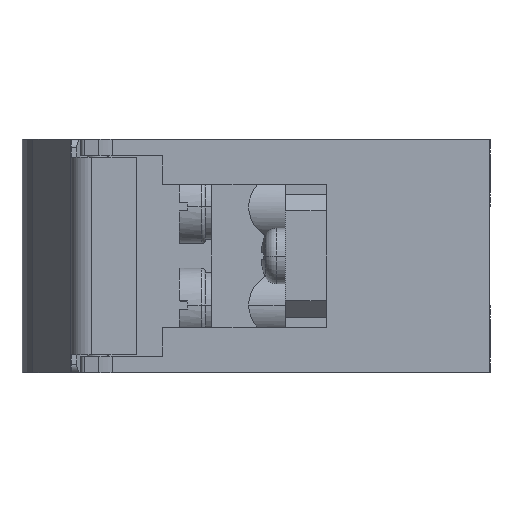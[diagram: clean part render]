
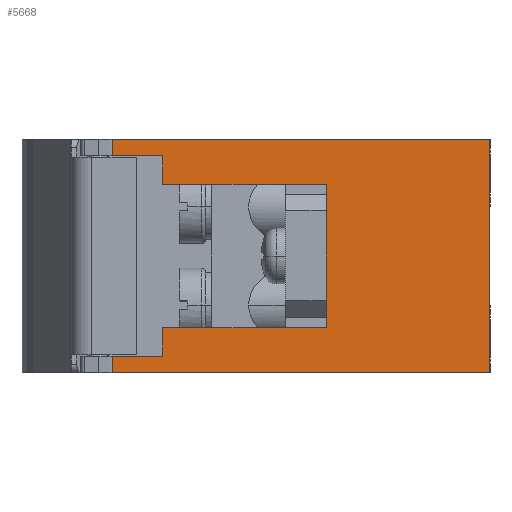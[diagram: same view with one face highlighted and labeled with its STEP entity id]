
A CAD part, left-side view. The second image highlights one B-rep face of the part: STEP entity #5668.
In plain terms, the highlighted planar face has unit normal (-1, 0, 0).
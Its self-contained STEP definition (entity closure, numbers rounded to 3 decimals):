
#136=DIRECTION('',(0.,0.,1.));
#137=VECTOR('',#136,15.);
#138=CARTESIAN_POINT('',(-21.,20.,-7.5));
#139=LINE('',#138,#137);
#140=DIRECTION('',(0.,1.,0.));
#141=VECTOR('',#140,6.172);
#142=CARTESIAN_POINT('',(-21.,40.,12.25));
#143=LINE('',#142,#141);
#144=DIRECTION('',(0.,0.,1.));
#145=VECTOR('',#144,2.);
#146=CARTESIAN_POINT('',(-21.,46.172,12.25));
#147=LINE('',#146,#145);
#148=DIRECTION('',(0.,-1.,0.));
#149=VECTOR('',#148,46.172);
#150=CARTESIAN_POINT('',(-21.,46.172,14.25));
#151=LINE('',#150,#149);
#152=DIRECTION('',(0.,1.,0.));
#153=VECTOR('',#152,46.172);
#154=CARTESIAN_POINT('',(-21.,0.,-14.25));
#155=LINE('',#154,#153);
#156=DIRECTION('',(0.,-1.,0.));
#157=VECTOR('',#156,6.172);
#158=CARTESIAN_POINT('',(-21.,46.172,-12.25));
#159=LINE('',#158,#157);
#189=DIRECTION('',(0.,0.,-1.));
#190=VECTOR('',#189,1.25);
#191=CARTESIAN_POINT('',(-21.,20.,-7.5));
#192=LINE('',#191,#190);
#205=DIRECTION('',(0.,0.,-1.));
#206=VECTOR('',#205,1.25);
#207=CARTESIAN_POINT('',(-21.,20.,8.75));
#208=LINE('',#207,#206);
#1605=DIRECTION('',(0.,1.,0.));
#1606=VECTOR('',#1605,20.);
#1607=CARTESIAN_POINT('',(-21.,20.,-8.75));
#1608=LINE('',#1607,#1606);
#1609=DIRECTION('',(0.,0.,-1.));
#1610=VECTOR('',#1609,3.5);
#1611=CARTESIAN_POINT('',(-21.,40.,-8.75));
#1612=LINE('',#1611,#1610);
#2939=DIRECTION('',(0.,0.,-1.));
#2940=VECTOR('',#2939,3.5);
#2941=CARTESIAN_POINT('',(-21.,40.,12.25));
#2942=LINE('',#2941,#2940);
#2955=DIRECTION('',(0.,-1.,0.));
#2956=VECTOR('',#2955,20.);
#2957=CARTESIAN_POINT('',(-21.,40.,8.75));
#2958=LINE('',#2957,#2956);
#3477=DIRECTION('',(0.,0.,1.));
#3478=VECTOR('',#3477,28.5);
#3479=CARTESIAN_POINT('',(-21.,0.,-14.25));
#3480=LINE('',#3479,#3478);
#3971=DIRECTION('',(0.,0.,-1.));
#3972=VECTOR('',#3971,2.);
#3973=CARTESIAN_POINT('',(-21.,46.172,-12.25));
#3974=LINE('',#3973,#3972);
#4321=CARTESIAN_POINT('',(-21.,46.172,-14.25));
#4322=VERTEX_POINT('',#4321);
#4323=CARTESIAN_POINT('',(-21.,0.,-14.25));
#4324=VERTEX_POINT('',#4323);
#4359=CARTESIAN_POINT('',(-21.,46.172,-12.25));
#4361=VERTEX_POINT('',#4359);
#4437=CARTESIAN_POINT('',(-21.,0.,14.25));
#4438=VERTEX_POINT('',#4437);
#4439=CARTESIAN_POINT('',(-21.,46.172,14.25));
#4440=VERTEX_POINT('',#4439);
#4485=CARTESIAN_POINT('',(-21.,46.172,12.25));
#4486=VERTEX_POINT('',#4485);
#4488=CARTESIAN_POINT('',(-21.,40.,12.25));
#4490=VERTEX_POINT('',#4488);
#4499=CARTESIAN_POINT('',(-21.,40.,-12.25));
#4500=VERTEX_POINT('',#4499);
#4501=CARTESIAN_POINT('',(-21.,40.,-8.75));
#4502=VERTEX_POINT('',#4501);
#4503=CARTESIAN_POINT('',(-21.,20.,-8.75));
#4504=VERTEX_POINT('',#4503);
#4505=CARTESIAN_POINT('',(-21.,40.,8.75));
#4506=CARTESIAN_POINT('',(-21.,20.,8.75));
#4507=VERTEX_POINT('',#4505);
#4508=VERTEX_POINT('',#4506);
#5385=CARTESIAN_POINT('',(-21.,20.,-7.5));
#5386=CARTESIAN_POINT('',(-21.,20.,7.5));
#5387=VERTEX_POINT('',#5385);
#5388=VERTEX_POINT('',#5386);
#5634=CARTESIAN_POINT('',(-21.,23.086,0.));
#5635=DIRECTION('',(1.,0.,0.));
#5636=DIRECTION('',(0.,-1.,0.));
#5637=AXIS2_PLACEMENT_3D('',#5634,#5635,#5636);
#5638=PLANE('',#5637);
#5639=ORIENTED_EDGE('',*,*,#5567,.T.);
#5641=ORIENTED_EDGE('',*,*,#5640,.F.);
#5643=ORIENTED_EDGE('',*,*,#5642,.F.);
#5645=ORIENTED_EDGE('',*,*,#5644,.F.);
#5647=ORIENTED_EDGE('',*,*,#5646,.T.);
#5649=ORIENTED_EDGE('',*,*,#5648,.T.);
#5651=ORIENTED_EDGE('',*,*,#5650,.T.);
#5653=ORIENTED_EDGE('',*,*,#5652,.F.);
#5655=ORIENTED_EDGE('',*,*,#5654,.T.);
#5657=ORIENTED_EDGE('',*,*,#5656,.F.);
#5659=ORIENTED_EDGE('',*,*,#5658,.T.);
#5661=ORIENTED_EDGE('',*,*,#5660,.F.);
#5663=ORIENTED_EDGE('',*,*,#5662,.F.);
#5665=ORIENTED_EDGE('',*,*,#5664,.F.);
#5666=EDGE_LOOP('',(#5639,#5641,#5643,#5645,#5647,#5649,#5651,#5653,#5655,#5657,
#5659,#5661,#5663,#5665));
#5667=FACE_OUTER_BOUND('',#5666,.F.);
#5567=EDGE_CURVE('',#5387,#5388,#139,.T.);
#5640=EDGE_CURVE('',#4508,#5388,#208,.T.);
#5642=EDGE_CURVE('',#4507,#4508,#2958,.T.);
#5644=EDGE_CURVE('',#4490,#4507,#2942,.T.);
#5646=EDGE_CURVE('',#4490,#4486,#143,.T.);
#5648=EDGE_CURVE('',#4486,#4440,#147,.T.);
#5650=EDGE_CURVE('',#4440,#4438,#151,.T.);
#5652=EDGE_CURVE('',#4324,#4438,#3480,.T.);
#5654=EDGE_CURVE('',#4324,#4322,#155,.T.);
#5656=EDGE_CURVE('',#4361,#4322,#3974,.T.);
#5658=EDGE_CURVE('',#4361,#4500,#159,.T.);
#5660=EDGE_CURVE('',#4502,#4500,#1612,.T.);
#5662=EDGE_CURVE('',#4504,#4502,#1608,.T.);
#5664=EDGE_CURVE('',#5387,#4504,#192,.T.);
#5668=ADVANCED_FACE('',(#5667),#5638,.F.);
